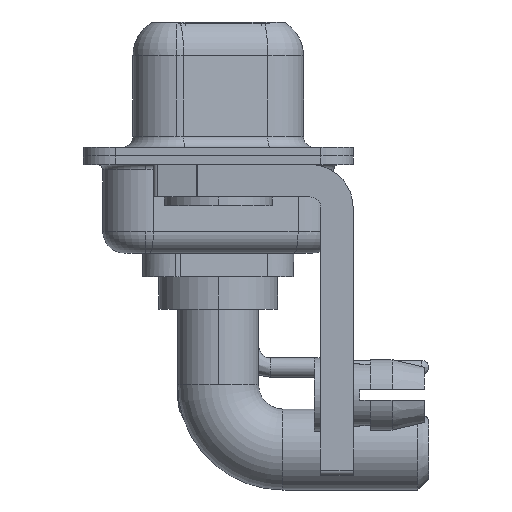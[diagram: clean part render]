
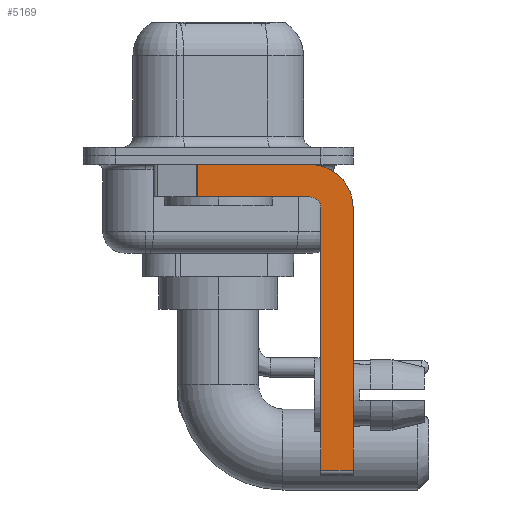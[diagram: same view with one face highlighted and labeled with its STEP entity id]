
A CAD part, left-side view. The second image highlights one B-rep face of the part: STEP entity #5169.
In plain terms, the highlighted planar face has unit normal (-1, 0, 0).
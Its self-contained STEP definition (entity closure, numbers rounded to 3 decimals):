
#305 = LINE ( 'NONE', #3047, #18808 ) ;
#358 = CARTESIAN_POINT ( 'NONE',  ( -2.9, -4.25, -2.4 ) ) ;
#459 = DIRECTION ( 'NONE',  ( 1., 0., 0. ) ) ;
#790 = DIRECTION ( 'NONE',  ( 0., 0., -1. ) ) ;
#812 = DIRECTION ( 'NONE',  ( 0., 1., 0. ) ) ;
#971 = CARTESIAN_POINT ( 'NONE',  ( -2.9, 0.978, -1.9 ) ) ;
#1789 = CARTESIAN_POINT ( 'NONE',  ( -2.9, 0.978, -1.9 ) ) ;
#2223 = VERTEX_POINT ( 'NONE', #19069 ) ;
#2420 = LINE ( 'NONE', #8325, #18928 ) ;
#2520 = LINE ( 'NONE', #971, #9597 ) ;
#2681 = AXIS2_PLACEMENT_3D ( 'NONE', #11123, #3478, #16922 ) ;
#2796 = EDGE_CURVE ( 'NONE', #17358, #18148, #305, .T. ) ;
#2954 = DIRECTION ( 'NONE',  ( -1., 0., 0. ) ) ;
#3047 = CARTESIAN_POINT ( 'NONE',  ( -2.9, -4.75, -14.8 ) ) ;
#3264 = VERTEX_POINT ( 'NONE', #10282 ) ;
#3411 = CARTESIAN_POINT ( 'NONE',  ( -2.9, -4.25, -1.9 ) ) ;
#3420 = CARTESIAN_POINT ( 'NONE',  ( -2.9, -6.25, -2.4 ) ) ;
#3478 = DIRECTION ( 'NONE',  ( 1., 0., 0. ) ) ;
#3797 = CARTESIAN_POINT ( 'NONE',  ( -2.9, -6.25, -2.4 ) ) ;
#3822 = VERTEX_POINT ( 'NONE', #1789 ) ;
#3850 = ORIENTED_EDGE ( 'NONE', *, *, #8138, .F. ) ;
#3927 = CIRCLE ( 'NONE', #10415, 2. ) ;
#4657 = ORIENTED_EDGE ( 'NONE', *, *, #5022, .F. ) ;
#5022 = EDGE_CURVE ( 'NONE', #2223, #8232, #3927, .T. ) ;
#5031 = FACE_OUTER_BOUND ( 'NONE', #6964, .T. ) ;
#5169 = ADVANCED_FACE ( 'NONE', ( #5031 ), #12686, .F. ) ;
#5664 = CARTESIAN_POINT ( 'NONE',  ( -2.9, -6.25, -14.55 ) ) ;
#5949 = VECTOR ( 'NONE', #790, 1000. ) ;
#6018 = ORIENTED_EDGE ( 'NONE', *, *, #15528, .F. ) ;
#6964 = EDGE_LOOP ( 'NONE', ( #3850, #10502, #6018, #17164, #18861, #17951, #15983, #4657 ) ) ;
#7461 = EDGE_CURVE ( 'NONE', #18148, #8079, #8257, .T. ) ;
#7995 = CARTESIAN_POINT ( 'NONE',  ( -2.9, -4.75, -2.4 ) ) ;
#8079 = VERTEX_POINT ( 'NONE', #3411 ) ;
#8138 = EDGE_CURVE ( 'NONE', #3264, #2223, #2420, .T. ) ;
#8232 = VERTEX_POINT ( 'NONE', #3797 ) ;
#8240 = DIRECTION ( 'NONE',  ( 0., 0., -1. ) ) ;
#8257 = CIRCLE ( 'NONE', #19213, 0.5 ) ;
#8325 = CARTESIAN_POINT ( 'NONE',  ( -2.9, 3., -0.4 ) ) ;
#8360 = CARTESIAN_POINT ( 'NONE',  ( -2.9, -4.25, -1.9 ) ) ;
#8865 = DIRECTION ( 'NONE',  ( 0., 0., 1. ) ) ;
#9597 = VECTOR ( 'NONE', #8240, 1000. ) ;
#10282 = CARTESIAN_POINT ( 'NONE',  ( -2.9, 0.978, -0.4 ) ) ;
#10415 = AXIS2_PLACEMENT_3D ( 'NONE', #358, #459, #12202 ) ;
#10502 = ORIENTED_EDGE ( 'NONE', *, *, #13867, .T. ) ;
#10872 = LINE ( 'NONE', #3420, #5949 ) ;
#11123 = CARTESIAN_POINT ( 'NONE',  ( -2.9, -4.25, -2.4 ) ) ;
#12202 = DIRECTION ( 'NONE',  ( 0., 0., -1. ) ) ;
#12386 = VERTEX_POINT ( 'NONE', #5664 ) ;
#12686 = PLANE ( 'NONE',  #2681 ) ;
#12986 = DIRECTION ( 'NONE',  ( 0., -1., 0. ) ) ;
#13867 = EDGE_CURVE ( 'NONE', #3264, #3822, #2520, .T. ) ;
#14135 = LINE ( 'NONE', #8360, #18057 ) ;
#14284 = DIRECTION ( 'NONE',  ( 0., -1., 0. ) ) ;
#14907 = DIRECTION ( 'NONE',  ( 0., 0., 1. ) ) ;
#15005 = EDGE_CURVE ( 'NONE', #8232, #12386, #10872, .T. ) ;
#15007 = CARTESIAN_POINT ( 'NONE',  ( -2.9, -4.25, -2.4 ) ) ;
#15528 = EDGE_CURVE ( 'NONE', #8079, #3822, #14135, .T. ) ;
#15841 = CARTESIAN_POINT ( 'NONE',  ( -2.9, -4.25, -14.55 ) ) ;
#15983 = ORIENTED_EDGE ( 'NONE', *, *, #15005, .F. ) ;
#16015 = EDGE_CURVE ( 'NONE', #17358, #12386, #17321, .T. ) ;
#16922 = DIRECTION ( 'NONE',  ( 0., 0., -1. ) ) ;
#17164 = ORIENTED_EDGE ( 'NONE', *, *, #7461, .F. ) ;
#17321 = LINE ( 'NONE', #15841, #18698 ) ;
#17358 = VERTEX_POINT ( 'NONE', #18239 ) ;
#17951 = ORIENTED_EDGE ( 'NONE', *, *, #16015, .T. ) ;
#18057 = VECTOR ( 'NONE', #812, 1000. ) ;
#18148 = VERTEX_POINT ( 'NONE', #7995 ) ;
#18239 = CARTESIAN_POINT ( 'NONE',  ( -2.9, -4.75, -14.55 ) ) ;
#18698 = VECTOR ( 'NONE', #12986, 1000. ) ;
#18808 = VECTOR ( 'NONE', #14907, 1000. ) ;
#18861 = ORIENTED_EDGE ( 'NONE', *, *, #2796, .F. ) ;
#18928 = VECTOR ( 'NONE', #14284, 1000. ) ;
#19069 = CARTESIAN_POINT ( 'NONE',  ( -2.9, -4.25, -0.4 ) ) ;
#19213 = AXIS2_PLACEMENT_3D ( 'NONE', #15007, #2954, #8865 ) ;
